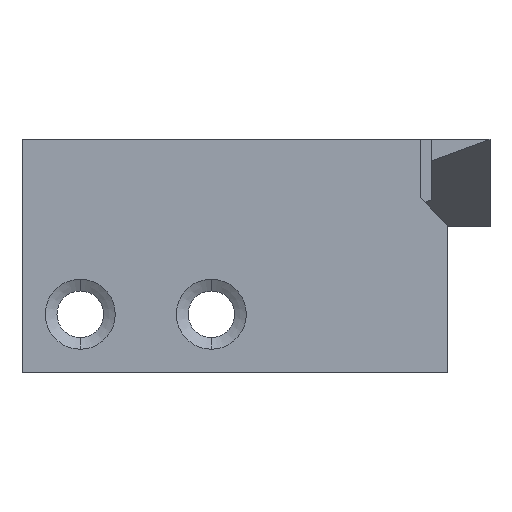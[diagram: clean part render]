
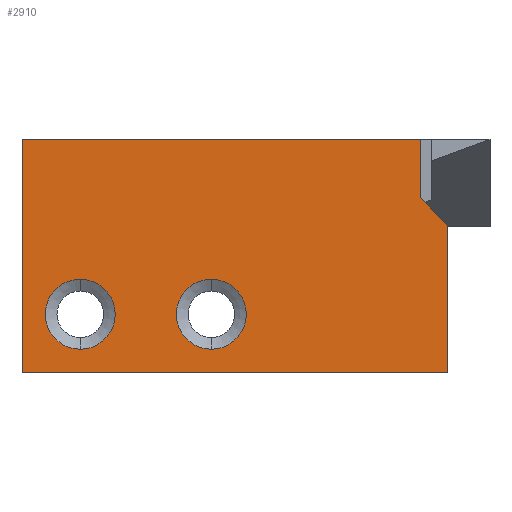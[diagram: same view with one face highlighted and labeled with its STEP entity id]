
A CAD part, front view. The second image highlights one B-rep face of the part: STEP entity #2910.
In plain terms, the highlighted planar face has unit normal (0, -1, 0).
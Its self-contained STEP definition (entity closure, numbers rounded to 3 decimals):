
#88 = CARTESIAN_POINT ( 'NONE',  ( 7.581, -1.165, -5. ) ) ;
#155 = EDGE_CURVE ( 'NONE', #2641, #1651, #1038, .T. ) ;
#159 = CARTESIAN_POINT ( 'NONE',  ( -0.54, -1.165, -4.2 ) ) ;
#238 = DIRECTION ( 'NONE',  ( 1., 0., 0. ) ) ;
#259 = EDGE_CURVE ( 'NONE', #1799, #2353, #1098, .T. ) ;
#287 = DIRECTION ( 'NONE',  ( 0., -1., 0. ) ) ;
#366 = EDGE_LOOP ( 'NONE', ( #1815, #2860, #3021, #1193, #632, #2345 ) ) ;
#426 = CIRCLE ( 'NONE', #2790, 1.2 ) ;
#495 = CARTESIAN_POINT ( 'NONE',  ( -5.04, -1.165, -3. ) ) ;
#505 = EDGE_LOOP ( 'NONE', ( #1987, #2439 ) ) ;
#517 = CARTESIAN_POINT ( 'NONE',  ( -5.04, -1.165, -4.2 ) ) ;
#575 = DIRECTION ( 'NONE',  ( 0., 0., -1. ) ) ;
#590 = CARTESIAN_POINT ( 'NONE',  ( 6.628, -1.165, 3. ) ) ;
#593 = CARTESIAN_POINT ( 'NONE',  ( -0.54, -1.165, -3. ) ) ;
#610 = CARTESIAN_POINT ( 'NONE',  ( 3.831, -1.165, 3.797 ) ) ;
#632 = ORIENTED_EDGE ( 'NONE', *, *, #259, .T. ) ;
#675 = EDGE_CURVE ( 'NONE', #1799, #1144, #3269, .T. ) ;
#694 = VERTEX_POINT ( 'NONE', #2033 ) ;
#695 = CARTESIAN_POINT ( 'NONE',  ( 3.034, -1.165, 3. ) ) ;
#721 = EDGE_CURVE ( 'NONE', #1399, #1542, #426, .T. ) ;
#771 = ORIENTED_EDGE ( 'NONE', *, *, #2676, .F. ) ;
#843 = DIRECTION ( 'NONE',  ( 0., 0., 1. ) ) ;
#852 = CARTESIAN_POINT ( 'NONE',  ( -7.04, -1.165, -5. ) ) ;
#870 = VECTOR ( 'NONE', #2255, 1000. ) ;
#938 = DIRECTION ( 'NONE',  ( 0., 0., -1. ) ) ;
#944 = CARTESIAN_POINT ( 'NONE',  ( -0.54, -1.165, -1.8 ) ) ;
#952 = DIRECTION ( 'NONE',  ( 0., -1., 0. ) ) ;
#969 = CARTESIAN_POINT ( 'NONE',  ( -0.54, -1.165, -3. ) ) ;
#1038 = LINE ( 'NONE', #1440, #2702 ) ;
#1098 = LINE ( 'NONE', #88, #1122 ) ;
#1122 = VECTOR ( 'NONE', #843, 1000. ) ;
#1144 = VERTEX_POINT ( 'NONE', #1300 ) ;
#1193 = ORIENTED_EDGE ( 'NONE', *, *, #675, .F. ) ;
#1201 = VERTEX_POINT ( 'NONE', #1645 ) ;
#1289 = AXIS2_PLACEMENT_3D ( 'NONE', #2318, #287, #2163 ) ;
#1296 = EDGE_LOOP ( 'NONE', ( #2147, #771 ) ) ;
#1300 = CARTESIAN_POINT ( 'NONE',  ( -7.04, -1.165, -5. ) ) ;
#1311 = CARTESIAN_POINT ( 'NONE',  ( 7.581, -1.165, -5. ) ) ;
#1318 = EDGE_CURVE ( 'NONE', #2353, #694, #3102, .T. ) ;
#1399 = VERTEX_POINT ( 'NONE', #159 ) ;
#1414 = DIRECTION ( 'NONE',  ( 0., 1., 0. ) ) ;
#1424 = AXIS2_PLACEMENT_3D ( 'NONE', #969, #952, #938 ) ;
#1440 = CARTESIAN_POINT ( 'NONE',  ( 3.034, -1.165, 3. ) ) ;
#1458 = DIRECTION ( 'NONE',  ( 0., 0., -1. ) ) ;
#1542 = VERTEX_POINT ( 'NONE', #944 ) ;
#1645 = CARTESIAN_POINT ( 'NONE',  ( -5.04, -1.165, -1.8 ) ) ;
#1651 = VERTEX_POINT ( 'NONE', #590 ) ;
#1726 = DIRECTION ( 'NONE',  ( -1., 0., 0. ) ) ;
#1766 = VECTOR ( 'NONE', #2854, 1000. ) ;
#1781 = CARTESIAN_POINT ( 'NONE',  ( 7.581, -1.165, 0.047 ) ) ;
#1799 = VERTEX_POINT ( 'NONE', #1311 ) ;
#1815 = ORIENTED_EDGE ( 'NONE', *, *, #2403, .F. ) ;
#1884 = FACE_BOUND ( 'NONE', #505, .T. ) ;
#1976 = LINE ( 'NONE', #1992, #870 ) ;
#1987 = ORIENTED_EDGE ( 'NONE', *, *, #2467, .F. ) ;
#1992 = CARTESIAN_POINT ( 'NONE',  ( 6.628, -1.165, 3. ) ) ;
#2033 = CARTESIAN_POINT ( 'NONE',  ( 6.628, -1.165, 1. ) ) ;
#2048 = DIRECTION ( 'NONE',  ( -1., 0., 0. ) ) ;
#2073 = LINE ( 'NONE', #852, #1766 ) ;
#2113 = FACE_BOUND ( 'NONE', #1296, .T. ) ;
#2147 = ORIENTED_EDGE ( 'NONE', *, *, #721, .F. ) ;
#2160 = AXIS2_PLACEMENT_3D ( 'NONE', #495, #3005, #1458 ) ;
#2163 = DIRECTION ( 'NONE',  ( 0., 0., -1. ) ) ;
#2173 = PLANE ( 'NONE',  #2725 ) ;
#2209 = FACE_OUTER_BOUND ( 'NONE', #366, .T. ) ;
#2255 = DIRECTION ( 'NONE',  ( 0., 0., -1. ) ) ;
#2274 = VECTOR ( 'NONE', #2048, 1000. ) ;
#2289 = DIRECTION ( 'NONE',  ( 0., -1., 0. ) ) ;
#2318 = CARTESIAN_POINT ( 'NONE',  ( -5.04, -1.165, -3. ) ) ;
#2345 = ORIENTED_EDGE ( 'NONE', *, *, #1318, .T. ) ;
#2353 = VERTEX_POINT ( 'NONE', #1781 ) ;
#2403 = EDGE_CURVE ( 'NONE', #1651, #694, #1976, .T. ) ;
#2407 = VERTEX_POINT ( 'NONE', #517 ) ;
#2439 = ORIENTED_EDGE ( 'NONE', *, *, #3114, .F. ) ;
#2467 = EDGE_CURVE ( 'NONE', #2407, #1201, #3006, .T. ) ;
#2479 = VECTOR ( 'NONE', #2545, 1000. ) ;
#2535 = EDGE_CURVE ( 'NONE', #2641, #1144, #2073, .T. ) ;
#2545 = DIRECTION ( 'NONE',  ( -0.707, 0., 0.707 ) ) ;
#2641 = VERTEX_POINT ( 'NONE', #2664 ) ;
#2664 = CARTESIAN_POINT ( 'NONE',  ( -7.04, -1.165, 3. ) ) ;
#2676 = EDGE_CURVE ( 'NONE', #1542, #1399, #3142, .T. ) ;
#2702 = VECTOR ( 'NONE', #238, 1000. ) ;
#2721 = CARTESIAN_POINT ( 'NONE',  ( 7.581, -1.165, -5. ) ) ;
#2725 = AXIS2_PLACEMENT_3D ( 'NONE', #695, #1414, #1726 ) ;
#2790 = AXIS2_PLACEMENT_3D ( 'NONE', #593, #2289, #575 ) ;
#2854 = DIRECTION ( 'NONE',  ( 0., 0., -1. ) ) ;
#2860 = ORIENTED_EDGE ( 'NONE', *, *, #155, .F. ) ;
#2910 = ADVANCED_FACE ( 'NONE', ( #1884, #2113, #2209 ), #2173, .F. ) ;
#3005 = DIRECTION ( 'NONE',  ( 0., -1., 0. ) ) ;
#3006 = CIRCLE ( 'NONE', #1289, 1.2 ) ;
#3021 = ORIENTED_EDGE ( 'NONE', *, *, #2535, .T. ) ;
#3102 = LINE ( 'NONE', #610, #2479 ) ;
#3114 = EDGE_CURVE ( 'NONE', #1201, #2407, #3197, .T. ) ;
#3142 = CIRCLE ( 'NONE', #1424, 1.2 ) ;
#3197 = CIRCLE ( 'NONE', #2160, 1.2 ) ;
#3269 = LINE ( 'NONE', #2721, #2274 ) ;
